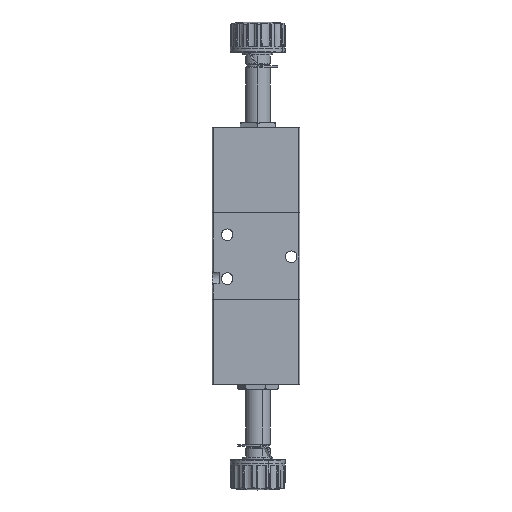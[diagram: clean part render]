
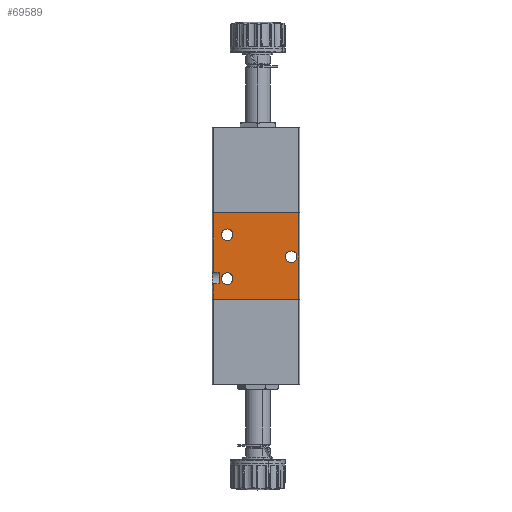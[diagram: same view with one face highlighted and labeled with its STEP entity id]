
A CAD part, left-side view. The second image highlights one B-rep face of the part: STEP entity #69589.
In plain terms, the highlighted planar face has unit normal (-1, 0, 0).
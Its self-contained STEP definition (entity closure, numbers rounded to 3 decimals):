
#236 = VERTEX_POINT ( 'NONE', #49715 ) ;
#685 = DIRECTION ( 'NONE',  ( 0., 1., 0. ) ) ;
#1969 = DIRECTION ( 'NONE',  ( 0., 0., 1. ) ) ;
#2147 = DIRECTION ( 'NONE',  ( 0., 0., 1. ) ) ;
#2185 = ORIENTED_EDGE ( 'NONE', *, *, #7703, .F. ) ;
#2348 = CIRCLE ( 'NONE', #37750, 2.1 ) ;
#2898 = DIRECTION ( 'NONE',  ( 0., 0., 1. ) ) ;
#3164 = DIRECTION ( 'NONE',  ( 0., 1., 0. ) ) ;
#3450 = VECTOR ( 'NONE', #685, 1000. ) ;
#3668 = DIRECTION ( 'NONE',  ( 0., 0., 1. ) ) ;
#3934 = DIRECTION ( 'NONE',  ( 0., 0., 1. ) ) ;
#4163 = EDGE_CURVE ( 'NONE', #62313, #27117, #21056, .T. ) ;
#5575 = VECTOR ( 'NONE', #57040, 1000. ) ;
#5607 = ORIENTED_EDGE ( 'NONE', *, *, #7140, .F. ) ;
#5928 = CARTESIAN_POINT ( 'NONE',  ( 26.533, 48.074, 27.278 ) ) ;
#6042 = VECTOR ( 'NONE', #58786, 1000. ) ;
#7140 = EDGE_CURVE ( 'NONE', #39798, #63456, #23173, .T. ) ;
#7185 = EDGE_LOOP ( 'NONE', ( #21735, #57863 ) ) ;
#7498 = DIRECTION ( 'NONE',  ( 0., 0., 1. ) ) ;
#7703 = EDGE_CURVE ( 'NONE', #34732, #62313, #8004, .T. ) ;
#8004 = LINE ( 'NONE', #66390, #51278 ) ;
#8538 = CARTESIAN_POINT ( 'NONE',  ( 26.533, 22.074, 21.878 ) ) ;
#9414 = DIRECTION ( 'NONE',  ( -1., 0., 0. ) ) ;
#9773 = LINE ( 'NONE', #37059, #53032 ) ;
#9841 = DIRECTION ( 'NONE',  ( 0., 0., -1. ) ) ;
#10355 = VERTEX_POINT ( 'NONE', #28554 ) ;
#10969 = EDGE_CURVE ( 'NONE', #15089, #71902, #33896, .T. ) ;
#11159 = CARTESIAN_POINT ( 'NONE',  ( 26.533, 48.074, 29.378 ) ) ;
#11251 = LINE ( 'NONE', #70590, #69566 ) ;
#11285 = VERTEX_POINT ( 'NONE', #66132 ) ;
#12506 = EDGE_CURVE ( 'NONE', #27117, #236, #9773, .T. ) ;
#13955 = VERTEX_POINT ( 'NONE', #33661 ) ;
#14498 = DIRECTION ( 'NONE',  ( 0., 0., -1. ) ) ;
#15089 = VERTEX_POINT ( 'NONE', #40381 ) ;
#16835 = DIRECTION ( 'NONE',  ( 0., 0., 1. ) ) ;
#17160 = CIRCLE ( 'NONE', #52169, 2.1 ) ;
#19101 = AXIS2_PLACEMENT_3D ( 'NONE', #69837, #36031, #2147 ) ;
#19220 = CARTESIAN_POINT ( 'NONE',  ( 26.533, 50.974, 53.378 ) ) ;
#21056 = LINE ( 'NONE', #19220, #6042 ) ;
#21151 = EDGE_CURVE ( 'NONE', #59066, #10355, #2348, .T. ) ;
#21735 = ORIENTED_EDGE ( 'NONE', *, *, #29719, .F. ) ;
#21839 = CARTESIAN_POINT ( 'NONE',  ( 26.533, 53.074, 27.588 ) ) ;
#22757 = CARTESIAN_POINT ( 'NONE',  ( 26.533, 24.774, 35.278 ) ) ;
#22760 = LINE ( 'NONE', #42465, #66039 ) ;
#23173 = CIRCLE ( 'NONE', #31035, 2.1 ) ;
#23254 = CARTESIAN_POINT ( 'NONE',  ( 26.533, 53.574, 21.878 ) ) ;
#23617 = AXIS2_PLACEMENT_3D ( 'NONE', #69641, #35839, #1969 ) ;
#27117 = VERTEX_POINT ( 'NONE', #66632 ) ;
#27864 = VERTEX_POINT ( 'NONE', #5928 ) ;
#28554 = CARTESIAN_POINT ( 'NONE',  ( 26.533, 24.774, 39.478 ) ) ;
#29143 = CARTESIAN_POINT ( 'NONE',  ( 26.533, 53.574, 53.378 ) ) ;
#29608 = EDGE_CURVE ( 'NONE', #73253, #13955, #35309, .T. ) ;
#29719 = EDGE_CURVE ( 'NONE', #11285, #27864, #64396, .T. ) ;
#30021 = PLANE ( 'NONE',  #57902 ) ;
#30775 = VECTOR ( 'NONE', #9841, 1000. ) ;
#31035 = AXIS2_PLACEMENT_3D ( 'NONE', #43306, #9414, #48915 ) ;
#32062 = CIRCLE ( 'NONE', #23617, 2.1 ) ;
#32099 = EDGE_CURVE ( 'NONE', #63456, #39798, #32062, .T. ) ;
#32544 = EDGE_LOOP ( 'NONE', ( #2185, #68952, #37022, #72961, #44645, #50180, #68112, #60101 ) ) ;
#33661 = CARTESIAN_POINT ( 'NONE',  ( 26.533, 53.074, 53.378 ) ) ;
#33896 = LINE ( 'NONE', #23254, #5575 ) ;
#34088 = EDGE_CURVE ( 'NONE', #71902, #73253, #11251, .T. ) ;
#34175 = EDGE_CURVE ( 'NONE', #13955, #236, #22760, .T. ) ;
#34732 = VERTEX_POINT ( 'NONE', #21839 ) ;
#35309 = LINE ( 'NONE', #29143, #3450 ) ;
#35839 = DIRECTION ( 'NONE',  ( -1., 0., 0. ) ) ;
#36031 = DIRECTION ( 'NONE',  ( -1., 0., 0. ) ) ;
#37022 = ORIENTED_EDGE ( 'NONE', *, *, #10969, .T. ) ;
#37059 = CARTESIAN_POINT ( 'NONE',  ( 26.533, 53.574, 31.668 ) ) ;
#37559 = DIRECTION ( 'NONE',  ( -1., 0., 0. ) ) ;
#37750 = AXIS2_PLACEMENT_3D ( 'NONE', #71346, #37559, #3668 ) ;
#37810 = DIRECTION ( 'NONE',  ( -1., 0., 0. ) ) ;
#38184 = FACE_BOUND ( 'NONE', #7185, .T. ) ;
#39798 = VERTEX_POINT ( 'NONE', #59530 ) ;
#39878 = EDGE_CURVE ( 'NONE', #10355, #59066, #54364, .T. ) ;
#40381 = CARTESIAN_POINT ( 'NONE',  ( 26.533, 53.074, 21.878 ) ) ;
#41367 = DIRECTION ( 'NONE',  ( -1., 0., 0. ) ) ;
#42465 = CARTESIAN_POINT ( 'NONE',  ( 26.533, 53.074, 31.668 ) ) ;
#43306 = CARTESIAN_POINT ( 'NONE',  ( 26.533, 48.074, 45.378 ) ) ;
#44187 = ORIENTED_EDGE ( 'NONE', *, *, #21151, .F. ) ;
#44437 = EDGE_LOOP ( 'NONE', ( #64091, #5607 ) ) ;
#44645 = ORIENTED_EDGE ( 'NONE', *, *, #29608, .T. ) ;
#47448 = CARTESIAN_POINT ( 'NONE',  ( 26.533, 48.074, 47.478 ) ) ;
#48915 = DIRECTION ( 'NONE',  ( 0., 0., 1. ) ) ;
#49715 = CARTESIAN_POINT ( 'NONE',  ( 26.533, 53.074, 31.668 ) ) ;
#50180 = ORIENTED_EDGE ( 'NONE', *, *, #34175, .T. ) ;
#50599 = CARTESIAN_POINT ( 'NONE',  ( 26.533, 22.074, 53.378 ) ) ;
#50676 = DIRECTION ( 'NONE',  ( -1., 0., 0. ) ) ;
#51278 = VECTOR ( 'NONE', #66624, 1000. ) ;
#51382 = FACE_BOUND ( 'NONE', #44437, .T. ) ;
#52169 = AXIS2_PLACEMENT_3D ( 'NONE', #11159, #50676, #16835 ) ;
#53032 = VECTOR ( 'NONE', #3164, 1000. ) ;
#53124 = FACE_BOUND ( 'NONE', #69304, .T. ) ;
#54364 = CIRCLE ( 'NONE', #55832, 2.1 ) ;
#55832 = AXIS2_PLACEMENT_3D ( 'NONE', #71633, #37810, #3934 ) ;
#57040 = DIRECTION ( 'NONE',  ( 0., -1., 0. ) ) ;
#57243 = LINE ( 'NONE', #71829, #30775 ) ;
#57863 = ORIENTED_EDGE ( 'NONE', *, *, #62025, .F. ) ;
#57902 = AXIS2_PLACEMENT_3D ( 'NONE', #63807, #41367, #7498 ) ;
#58786 = DIRECTION ( 'NONE',  ( 0., 0., 1. ) ) ;
#59066 = VERTEX_POINT ( 'NONE', #22757 ) ;
#59530 = CARTESIAN_POINT ( 'NONE',  ( 26.533, 48.074, 43.278 ) ) ;
#60101 = ORIENTED_EDGE ( 'NONE', *, *, #4163, .F. ) ;
#62025 = EDGE_CURVE ( 'NONE', #27864, #11285, #17160, .T. ) ;
#62313 = VERTEX_POINT ( 'NONE', #64952 ) ;
#63456 = VERTEX_POINT ( 'NONE', #47448 ) ;
#63807 = CARTESIAN_POINT ( 'NONE',  ( 26.533, 21.574, 53.378 ) ) ;
#64091 = ORIENTED_EDGE ( 'NONE', *, *, #32099, .F. ) ;
#64396 = CIRCLE ( 'NONE', #19101, 2.1 ) ;
#64952 = CARTESIAN_POINT ( 'NONE',  ( 26.533, 50.974, 27.588 ) ) ;
#66039 = VECTOR ( 'NONE', #14498, 1000. ) ;
#66132 = CARTESIAN_POINT ( 'NONE',  ( 26.533, 48.074, 31.478 ) ) ;
#66390 = CARTESIAN_POINT ( 'NONE',  ( 26.533, 53.574, 27.588 ) ) ;
#66440 = FACE_OUTER_BOUND ( 'NONE', #32544, .T. ) ;
#66624 = DIRECTION ( 'NONE',  ( 0., -1., 0. ) ) ;
#66632 = CARTESIAN_POINT ( 'NONE',  ( 26.533, 50.974, 31.668 ) ) ;
#66699 = EDGE_CURVE ( 'NONE', #34732, #15089, #57243, .T. ) ;
#68112 = ORIENTED_EDGE ( 'NONE', *, *, #12506, .F. ) ;
#68952 = ORIENTED_EDGE ( 'NONE', *, *, #66699, .T. ) ;
#69304 = EDGE_LOOP ( 'NONE', ( #69437, #44187 ) ) ;
#69437 = ORIENTED_EDGE ( 'NONE', *, *, #39878, .F. ) ;
#69566 = VECTOR ( 'NONE', #2898, 1000. ) ;
#69589 = ADVANCED_FACE ( 'NONE', ( #38184, #51382, #53124, #66440 ), #30021, .T. ) ;
#69641 = CARTESIAN_POINT ( 'NONE',  ( 26.533, 48.074, 45.378 ) ) ;
#69837 = CARTESIAN_POINT ( 'NONE',  ( 26.533, 48.074, 29.378 ) ) ;
#70590 = CARTESIAN_POINT ( 'NONE',  ( 26.533, 22.074, 53.378 ) ) ;
#71346 = CARTESIAN_POINT ( 'NONE',  ( 26.533, 24.774, 37.378 ) ) ;
#71633 = CARTESIAN_POINT ( 'NONE',  ( 26.533, 24.774, 37.378 ) ) ;
#71829 = CARTESIAN_POINT ( 'NONE',  ( 26.533, 53.074, 21.878 ) ) ;
#71902 = VERTEX_POINT ( 'NONE', #8538 ) ;
#72961 = ORIENTED_EDGE ( 'NONE', *, *, #34088, .T. ) ;
#73253 = VERTEX_POINT ( 'NONE', #50599 ) ;
